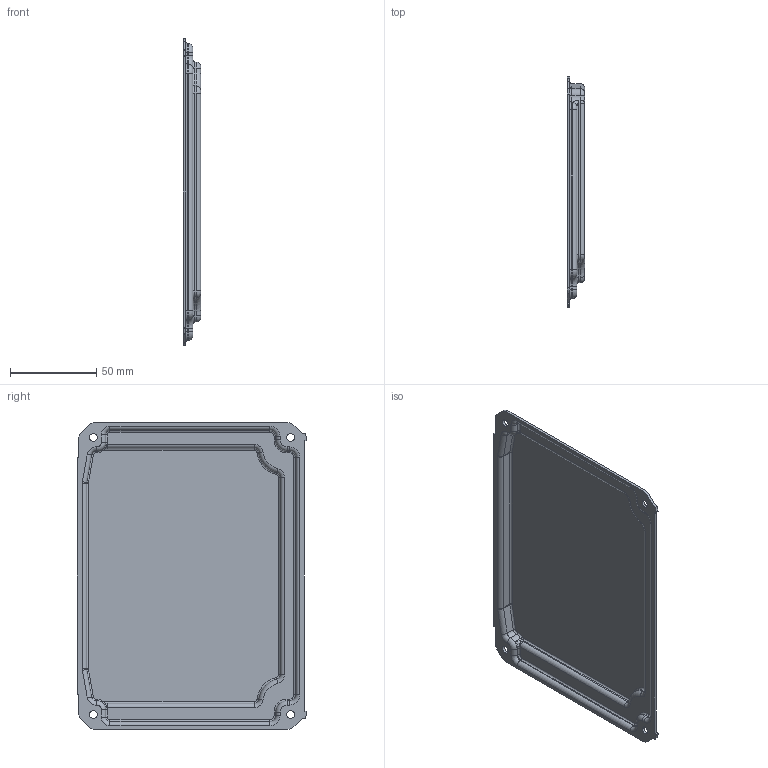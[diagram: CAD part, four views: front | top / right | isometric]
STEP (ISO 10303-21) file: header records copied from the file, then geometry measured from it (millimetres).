
FILE_DESCRIPTION(('STEP AP214'), '1');
FILE_NAME('volkwagen b covers_bottom', '', ('UNSPECIFIED'), ('UNSPECIFIED'), 'C3D Converter', 'C3D Toolkit', '');
FILE_SCHEMA(('AUTOMOTIVE_DESIGN { 1 0 10303 214 3 1 1}'));
Length unit declared in the file: millimetre
Bounding box: 10 x 133 x 177.5 mm (x, y, z)
Volume: 39418.6 mm3; surface area: 53530.8 mm2
Topology: 1 solids, 1 shells, 272 faces, 648 edges, 376 vertices
Faces by surface type: cylinder 122, torus 86, plane 56, bspline 6, sphere 2
Full cylindrical faces by diameter (mm): 4.5 x4
Entity records: 10736 total; most frequent: CARTESIAN_POINT 2061, DIRECTION 1512, ORIENTED_EDGE 1280, EDGE_CURVE 640, AXIS2_PLACEMENT_3D 621, VERTEX_POINT 376, CIRCLE 354, EDGE_LOOP 286
